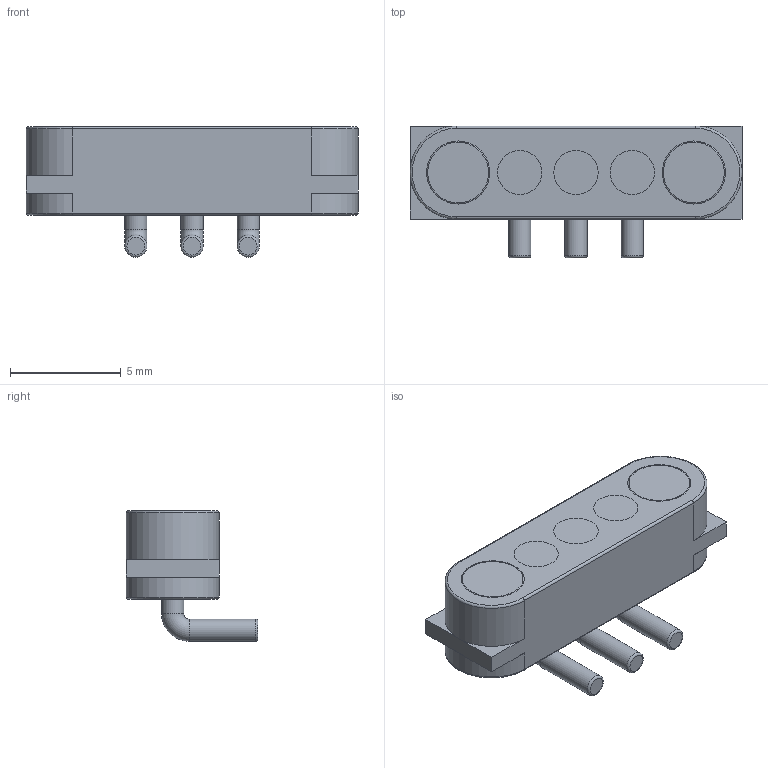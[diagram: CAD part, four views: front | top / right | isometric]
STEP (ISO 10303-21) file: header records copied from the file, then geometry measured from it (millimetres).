
FILE_DESCRIPTION(/* description */ (''),/* implementation_level */ '2;1');
FILE_NAME(/* name */ '5360 Mag Connector (3-pin, Right Angle, Pads).step',/* time_stamp */ '2022-05-29T20:16:14-05:00',/* author */ (''),/* organization */ (''),/* preprocessor_version */ 'ST-DEVELOPER v19',/* originating_system */ 'Autodesk Translation Framework v11.7.0.108',/* authorisation */ '');
FILE_SCHEMA (('AUTOMOTIVE_DESIGN { 1 0 10303 214 3 1 1 }'));
Length unit declared in the file: millimetre
Products named in the file (4): 5360 Mag Connector (3-pin, Right Angle, Pads); Housing; Magnet; Pins
Assembly tree (3 placements, depth 2):
  5360 Mag Connector (3-pin, Right Angle, Pads)
    Housing
    Magnet
    Pins
Bounding box: 15 x 5.95 x 5.9 mm (x, y, z)
Volume: 244.8 mm3; surface area: 607.8 mm2
Topology: 6 solids, 9 shells, 98 faces, 179 edges, 114 vertices
Faces by surface type: plane 45, cylinder 39, torus 14
Full cylindrical faces by diameter (mm): 0.9 x3, 1 x6, 1.15 x6, 2 x12, 2.85 x4
Entity records: 2596 total; most frequent: DIRECTION 501, CARTESIAN_POINT 398, ORIENTED_EDGE 358, AXIS2_PLACEMENT_3D 217, EDGE_CURVE 179, EDGE_LOOP 123, VERTEX_POINT 114, CIRCLE 112
